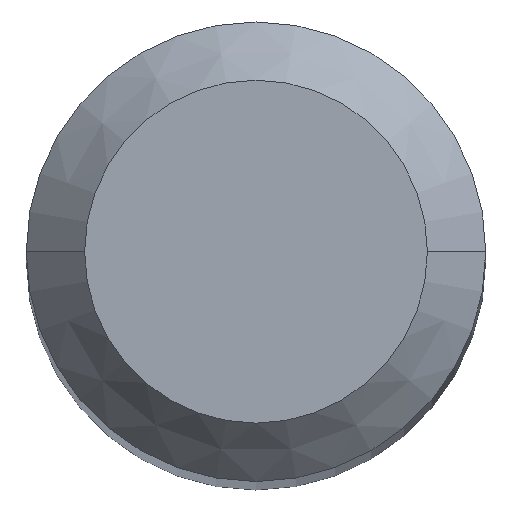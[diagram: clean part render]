
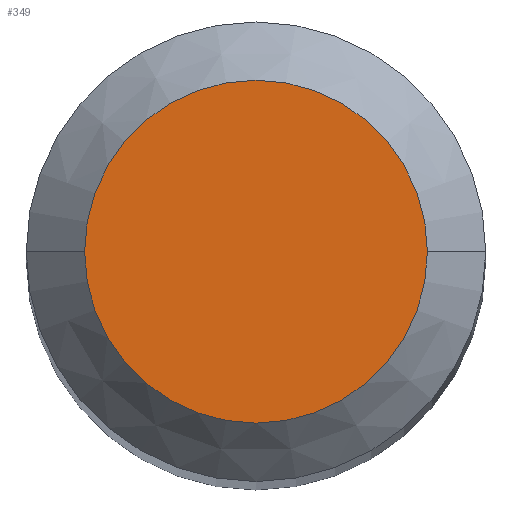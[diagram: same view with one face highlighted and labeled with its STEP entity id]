
A CAD part, top view. The second image highlights one B-rep face of the part: STEP entity #349.
In plain terms, the highlighted planar face has unit normal (0, 0, 1).
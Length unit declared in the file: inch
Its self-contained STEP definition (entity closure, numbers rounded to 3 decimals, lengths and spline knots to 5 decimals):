
#87 = VERTEX_POINT ( 'NONE', #108 ) ;
#108 = CARTESIAN_POINT ( 'NONE',  ( -0.04405, 0., 0. ) ) ;
#109 = DIRECTION ( 'NONE',  ( -1., 0., 0. ) ) ;
#112 = CIRCLE ( 'NONE', #387, 0.04405 ) ;
#117 = PLANE ( 'NONE',  #370 ) ;
#127 = EDGE_CURVE ( 'NONE', #246, #87, #263, .T. ) ;
#166 = ORIENTED_EDGE ( 'NONE', *, *, #464, .T. ) ;
#206 = AXIS2_PLACEMENT_3D ( 'NONE', #264, #410, #226 ) ;
#215 = ORIENTED_EDGE ( 'NONE', *, *, #127, .T. ) ;
#226 = DIRECTION ( 'NONE',  ( 1., 0., 0. ) ) ;
#246 = VERTEX_POINT ( 'NONE', #335 ) ;
#263 = CIRCLE ( 'NONE', #206, 0.04405 ) ;
#264 = CARTESIAN_POINT ( 'NONE',  ( 0., 0., 0. ) ) ;
#268 = CARTESIAN_POINT ( 'NONE',  ( 0., 0.04405, 0. ) ) ;
#276 = DIRECTION ( 'NONE',  ( 0., 0., 1. ) ) ;
#335 = CARTESIAN_POINT ( 'NONE',  ( 0.04405, 0., 0. ) ) ;
#342 = DIRECTION ( 'NONE',  ( 1., 0., 0. ) ) ;
#349 = ADVANCED_FACE ( 'NONE', ( #452 ), #117, .F. ) ;
#350 = CARTESIAN_POINT ( 'NONE',  ( 0., 0., 0. ) ) ;
#370 = AXIS2_PLACEMENT_3D ( 'NONE', #268, #413, #109 ) ;
#387 = AXIS2_PLACEMENT_3D ( 'NONE', #350, #276, #342 ) ;
#390 = EDGE_LOOP ( 'NONE', ( #166, #215 ) ) ;
#410 = DIRECTION ( 'NONE',  ( 0., 0., 1. ) ) ;
#413 = DIRECTION ( 'NONE',  ( 0., 0., -1. ) ) ;
#452 = FACE_OUTER_BOUND ( 'NONE', #390, .T. ) ;
#464 = EDGE_CURVE ( 'NONE', #87, #246, #112, .T. ) ;
